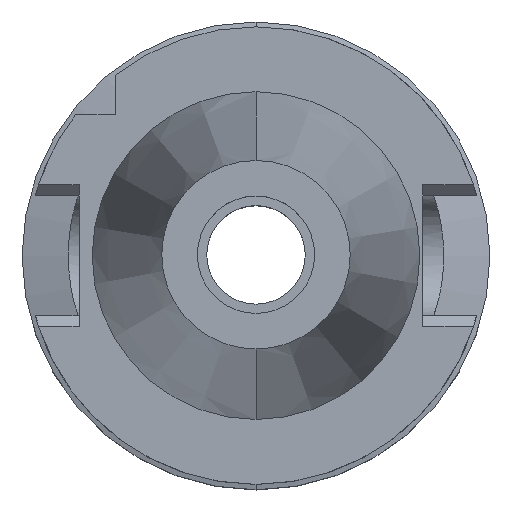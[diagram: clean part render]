
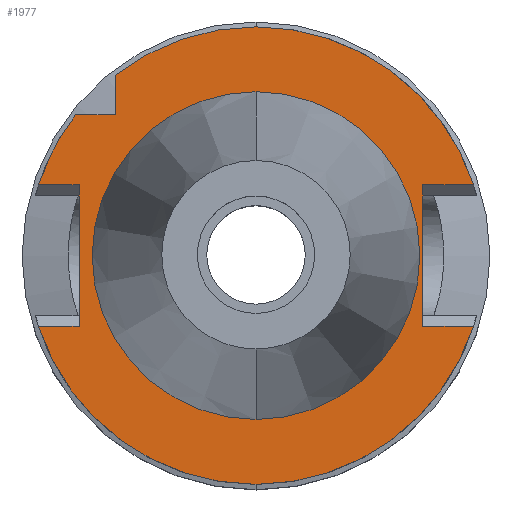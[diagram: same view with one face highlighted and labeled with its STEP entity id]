
A CAD part, top view. The second image highlights one B-rep face of the part: STEP entity #1977.
In plain terms, the highlighted planar face has unit normal (0, 0, 1).
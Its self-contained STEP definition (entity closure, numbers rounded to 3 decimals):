
#94=DIRECTION('',(0.,1.,0.));
#95=VECTOR('',#94,8.426);
#96=CARTESIAN_POINT('',(-30.,30.,-1.5));
#97=LINE('',#96,#95);
#101=CARTESIAN_POINT('',(0.,0.,-1.5));
#102=DIRECTION('',(0.,0.,-1.));
#103=DIRECTION('',(-0.615,0.788,0.));
#104=AXIS2_PLACEMENT_3D('',#101,#102,#103);
#109=CARTESIAN_POINT('',(0.,0.,-1.5));
#110=DIRECTION('',(0.,0.,-1.));
#111=DIRECTION('',(0.,1.,0.));
#112=AXIS2_PLACEMENT_3D('',#109,#110,#111);
#117=DIRECTION('',(0.,-1.,0.));
#118=VECTOR('',#117,30.1);
#119=CARTESIAN_POINT('',(35.5,15.05,-1.5));
#120=LINE('',#119,#118);
#124=DIRECTION('',(1.,0.,0.));
#125=VECTOR('',#124,10.869);
#126=CARTESIAN_POINT('',(35.5,-15.05,-1.5));
#127=LINE('',#126,#125);
#131=CARTESIAN_POINT('',(0.,0.,-1.5));
#132=DIRECTION('',(0.,0.,-1.));
#133=DIRECTION('',(0.951,-0.309,0.));
#134=AXIS2_PLACEMENT_3D('',#131,#132,#133);
#139=CARTESIAN_POINT('',(0.,0.,-1.5));
#140=DIRECTION('',(0.,0.,-1.));
#141=DIRECTION('',(0.,-1.,0.));
#142=AXIS2_PLACEMENT_3D('',#139,#140,#141);
#147=DIRECTION('',(-1.,0.,0.));
#148=VECTOR('',#147,8.669);
#149=CARTESIAN_POINT('',(-37.7,15.05,-1.5));
#150=LINE('',#149,#148);
#154=CARTESIAN_POINT('',(0.,0.,-1.5));
#155=DIRECTION('',(0.,0.,-1.));
#156=DIRECTION('',(-0.951,0.309,0.));
#157=AXIS2_PLACEMENT_3D('',#154,#155,#156);
#162=CARTESIAN_POINT('',(0.,0.,-1.5));
#163=DIRECTION('',(0.,0.,1.));
#164=DIRECTION('',(0.,-1.,0.));
#165=AXIS2_PLACEMENT_3D('',#162,#163,#164);
#170=CARTESIAN_POINT('',(0.,0.,-1.5));
#171=DIRECTION('',(0.,0.,1.));
#172=DIRECTION('',(0.,1.,0.));
#173=AXIS2_PLACEMENT_3D('',#170,#171,#172);
#263=DIRECTION('',(-1.,0.,0.));
#264=VECTOR('',#263,8.426);
#265=CARTESIAN_POINT('',(-30.,30.,-1.5));
#266=LINE('',#265,#264);
#309=DIRECTION('',(0.,-1.,0.));
#310=VECTOR('',#309,30.1);
#311=CARTESIAN_POINT('',(-37.7,15.05,-1.5));
#312=LINE('',#311,#310);
#361=DIRECTION('',(-1.,0.,0.));
#362=VECTOR('',#361,8.669);
#363=CARTESIAN_POINT('',(-37.7,-15.05,-1.5));
#364=LINE('',#363,#362);
#434=DIRECTION('',(1.,0.,0.));
#435=VECTOR('',#434,10.869);
#436=CARTESIAN_POINT('',(35.5,15.05,-1.5));
#437=LINE('',#436,#435);
#1613=CARTESIAN_POINT('',(0.,34.925,-1.5));
#1614=VERTEX_POINT('',#1613);
#1615=CARTESIAN_POINT('',(0.,-34.925,-1.5));
#1616=VERTEX_POINT('',#1615);
#1617=CARTESIAN_POINT('',(-30.,30.,-1.5));
#1618=CARTESIAN_POINT('',(-30.,38.426,-1.5));
#1619=VERTEX_POINT('',#1617);
#1620=VERTEX_POINT('',#1618);
#1621=CARTESIAN_POINT('',(0.,48.75,-1.5));
#1622=CARTESIAN_POINT('',(46.369,15.05,-1.5));
#1623=VERTEX_POINT('',#1621);
#1624=VERTEX_POINT('',#1622);
#1625=CARTESIAN_POINT('',(35.5,15.05,-1.5));
#1626=VERTEX_POINT('',#1625);
#1627=CARTESIAN_POINT('',(35.5,-15.05,-1.5));
#1628=VERTEX_POINT('',#1627);
#1629=CARTESIAN_POINT('',(46.369,-15.05,-1.5));
#1630=VERTEX_POINT('',#1629);
#1631=CARTESIAN_POINT('',(0.,-48.75,-1.5));
#1632=CARTESIAN_POINT('',(-46.369,-15.05,-1.5));
#1633=VERTEX_POINT('',#1631);
#1634=VERTEX_POINT('',#1632);
#1635=CARTESIAN_POINT('',(-37.7,-15.05,-1.5));
#1636=VERTEX_POINT('',#1635);
#1637=CARTESIAN_POINT('',(-37.7,15.05,-1.5));
#1638=VERTEX_POINT('',#1637);
#1639=CARTESIAN_POINT('',(-46.369,15.05,-1.5));
#1640=VERTEX_POINT('',#1639);
#1641=CARTESIAN_POINT('',(-38.426,30.,-1.5));
#1642=VERTEX_POINT('',#1641);
#1940=CARTESIAN_POINT('',(0.,0.,-1.5));
#1941=DIRECTION('',(0.,0.,1.));
#1942=DIRECTION('',(0.,1.,0.));
#1943=AXIS2_PLACEMENT_3D('',#1940,#1941,#1942);
#1944=PLANE('',#1943);
#1946=ORIENTED_EDGE('',*,*,#1945,.T.);
#1948=ORIENTED_EDGE('',*,*,#1947,.T.);
#1950=ORIENTED_EDGE('',*,*,#1949,.T.);
#1952=ORIENTED_EDGE('',*,*,#1951,.F.);
#1954=ORIENTED_EDGE('',*,*,#1953,.T.);
#1956=ORIENTED_EDGE('',*,*,#1955,.T.);
#1958=ORIENTED_EDGE('',*,*,#1957,.T.);
#1960=ORIENTED_EDGE('',*,*,#1959,.T.);
#1962=ORIENTED_EDGE('',*,*,#1961,.F.);
#1964=ORIENTED_EDGE('',*,*,#1963,.F.);
#1966=ORIENTED_EDGE('',*,*,#1965,.T.);
#1968=ORIENTED_EDGE('',*,*,#1967,.T.);
#1970=ORIENTED_EDGE('',*,*,#1969,.F.);
#1971=EDGE_LOOP('',(#1946,#1948,#1950,#1952,#1954,#1956,#1958,#1960,#1962,#1964,
#1966,#1968,#1970));
#1972=FACE_OUTER_BOUND('',#1971,.F.);
#1973=ORIENTED_EDGE('',*,*,#1919,.T.);
#1974=ORIENTED_EDGE('',*,*,#1935,.T.);
#1975=EDGE_LOOP('',(#1973,#1974));
#1976=FACE_BOUND('',#1975,.F.);
#105=CIRCLE('',#104,48.75);
#113=CIRCLE('',#112,48.75);
#135=CIRCLE('',#134,48.75);
#143=CIRCLE('',#142,48.75);
#158=CIRCLE('',#157,48.75);
#166=CIRCLE('',#165,34.925);
#174=CIRCLE('',#173,34.925);
#1919=EDGE_CURVE('',#1616,#1614,#166,.T.);
#1935=EDGE_CURVE('',#1614,#1616,#174,.T.);
#1945=EDGE_CURVE('',#1619,#1620,#97,.T.);
#1947=EDGE_CURVE('',#1620,#1623,#105,.T.);
#1949=EDGE_CURVE('',#1623,#1624,#113,.T.);
#1951=EDGE_CURVE('',#1626,#1624,#437,.T.);
#1953=EDGE_CURVE('',#1626,#1628,#120,.T.);
#1955=EDGE_CURVE('',#1628,#1630,#127,.T.);
#1957=EDGE_CURVE('',#1630,#1633,#135,.T.);
#1959=EDGE_CURVE('',#1633,#1634,#143,.T.);
#1961=EDGE_CURVE('',#1636,#1634,#364,.T.);
#1963=EDGE_CURVE('',#1638,#1636,#312,.T.);
#1965=EDGE_CURVE('',#1638,#1640,#150,.T.);
#1967=EDGE_CURVE('',#1640,#1642,#158,.T.);
#1969=EDGE_CURVE('',#1619,#1642,#266,.T.);
#1977=ADVANCED_FACE('',(#1972,#1976),#1944,.T.);
